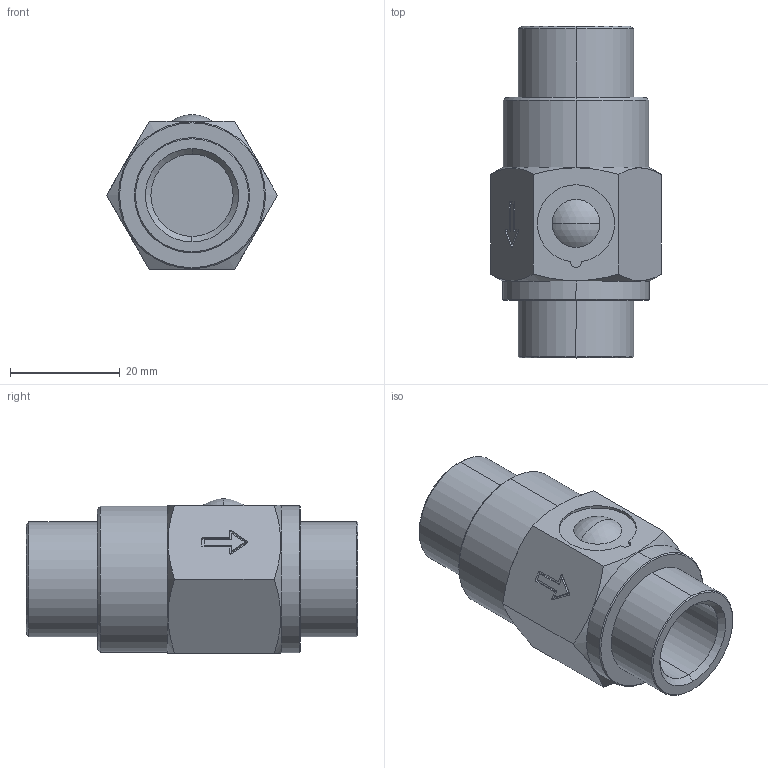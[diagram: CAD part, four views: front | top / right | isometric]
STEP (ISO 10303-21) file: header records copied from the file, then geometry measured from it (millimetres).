
FILE_DESCRIPTION (( 'STEP AP203' ), '1' );
FILE_NAME ('X4120003.STEP', '2011-10-26T11:44:04', ( 'SP' ), ( 'sopra-pneumatic' ), 'SwSTEP 2.0', 'SolidWorks 2011', '' );
FILE_SCHEMA (( 'CONFIG_CONTROL_DESIGN' ));
Length unit declared in the file: millimetre
Products named in the file (1): X4120003
Bounding box: 31.18 x 60.5 x 28.19 mm (x, y, z)
Volume: 25671.1 mm3; surface area: 7325.8 mm2
Topology: 1 solids, 5 shells, 103 faces, 239 edges, 154 vertices
Faces by surface type: cylinder 43, plane 38, cone 18, sphere 4
Entity records: 3218 total; most frequent: CARTESIAN_POINT 772, DIRECTION 509, ORIENTED_EDGE 478, EDGE_CURVE 239, AXIS2_PLACEMENT_3D 199, VERTEX_POINT 154, EDGE_LOOP 111, LINE 111
